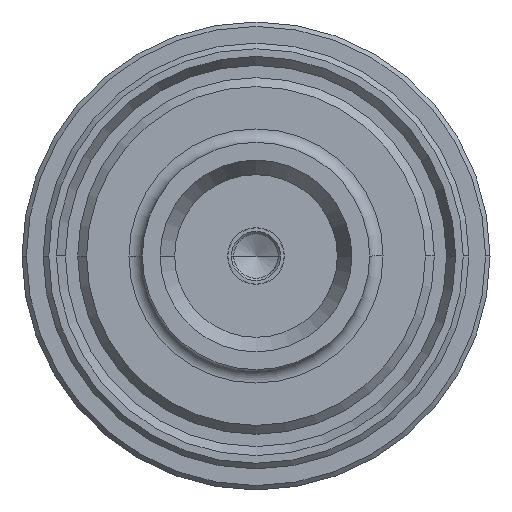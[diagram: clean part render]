
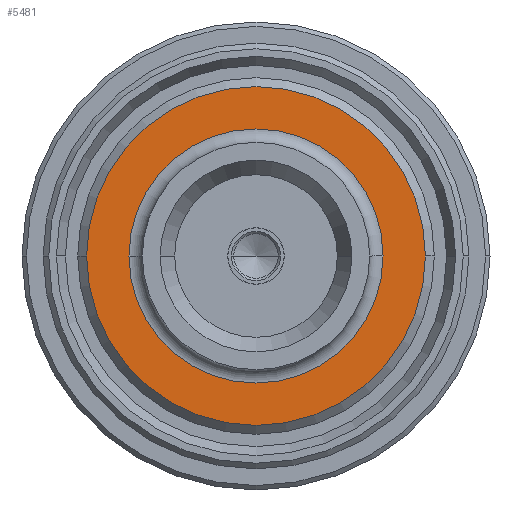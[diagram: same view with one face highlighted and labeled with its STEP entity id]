
A CAD part, left-side view. The second image highlights one B-rep face of the part: STEP entity #5481.
In plain terms, the highlighted planar face has unit normal (-1, 0, 0).
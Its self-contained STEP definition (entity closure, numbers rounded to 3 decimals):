
#12 = CIRCLE ( 'NONE', #515, 3.8 ) ;
#19 = CIRCLE ( 'NONE', #342, 3.8 ) ;
#126 = ORIENTED_EDGE ( 'NONE', *, *, #8494, .F. ) ;
#342 = AXIS2_PLACEMENT_3D ( 'NONE', #8122, #1854, #2713 ) ;
#459 = EDGE_CURVE ( 'NONE', #903, #5624, #7089, .T. ) ;
#515 = AXIS2_PLACEMENT_3D ( 'NONE', #2368, #7820, #3139 ) ;
#903 = VERTEX_POINT ( 'NONE', #7575 ) ;
#957 = CARTESIAN_POINT ( 'NONE',  ( -14.35, -2.85, 0. ) ) ;
#1775 = AXIS2_PLACEMENT_3D ( 'NONE', #5688, #7232, #8847 ) ;
#1854 = DIRECTION ( 'NONE',  ( 1., 0., 0. ) ) ;
#2368 = CARTESIAN_POINT ( 'NONE',  ( -14.35, 0., 0. ) ) ;
#2713 = DIRECTION ( 'NONE',  ( 0., 1., 0. ) ) ;
#3139 = DIRECTION ( 'NONE',  ( 0., 1., 0. ) ) ;
#3171 = ORIENTED_EDGE ( 'NONE', *, *, #7118, .F. ) ;
#3611 = CARTESIAN_POINT ( 'NONE',  ( -14.35, -2.85, 0. ) ) ;
#3809 = CARTESIAN_POINT ( 'NONE',  ( -14.35, 0., 0. ) ) ;
#3994 = VERTEX_POINT ( 'NONE', #4865 ) ;
#4378 = DIRECTION ( 'NONE',  ( 0., 1., 0. ) ) ;
#4387 = AXIS2_PLACEMENT_3D ( 'NONE', #3611, #8249, #5177 ) ;
#4653 = FACE_BOUND ( 'NONE', #7209, .T. ) ;
#4865 = CARTESIAN_POINT ( 'NONE',  ( -14.35, -3.8, 0. ) ) ;
#5177 = DIRECTION ( 'NONE',  ( 0., -1., 0. ) ) ;
#5282 = EDGE_CURVE ( 'NONE', #5624, #903, #6945, .T. ) ;
#5481 = ADVANCED_FACE ( 'NONE', ( #8483, #4653 ), #9282, .F. ) ;
#5490 = AXIS2_PLACEMENT_3D ( 'NONE', #3809, #6701, #4378 ) ;
#5624 = VERTEX_POINT ( 'NONE', #957 ) ;
#5688 = CARTESIAN_POINT ( 'NONE',  ( -14.35, 0., 0. ) ) ;
#6701 = DIRECTION ( 'NONE',  ( 1., 0., 0. ) ) ;
#6919 = EDGE_LOOP ( 'NONE', ( #126, #3171 ) ) ;
#6931 = ORIENTED_EDGE ( 'NONE', *, *, #5282, .T. ) ;
#6945 = CIRCLE ( 'NONE', #1775, 2.85 ) ;
#7089 = CIRCLE ( 'NONE', #5490, 2.85 ) ;
#7118 = EDGE_CURVE ( 'NONE', #3994, #7169, #12, .T. ) ;
#7169 = VERTEX_POINT ( 'NONE', #8678 ) ;
#7209 = EDGE_LOOP ( 'NONE', ( #8402, #6931 ) ) ;
#7232 = DIRECTION ( 'NONE',  ( 1., 0., 0. ) ) ;
#7575 = CARTESIAN_POINT ( 'NONE',  ( -14.35, 2.85, 0. ) ) ;
#7820 = DIRECTION ( 'NONE',  ( 1., 0., 0. ) ) ;
#8122 = CARTESIAN_POINT ( 'NONE',  ( -14.35, 0., 0. ) ) ;
#8249 = DIRECTION ( 'NONE',  ( 1., 0., 0. ) ) ;
#8402 = ORIENTED_EDGE ( 'NONE', *, *, #459, .T. ) ;
#8483 = FACE_OUTER_BOUND ( 'NONE', #6919, .T. ) ;
#8494 = EDGE_CURVE ( 'NONE', #7169, #3994, #19, .T. ) ;
#8678 = CARTESIAN_POINT ( 'NONE',  ( -14.35, 3.8, 0. ) ) ;
#8847 = DIRECTION ( 'NONE',  ( 0., 1., 0. ) ) ;
#9282 = PLANE ( 'NONE',  #4387 ) ;
